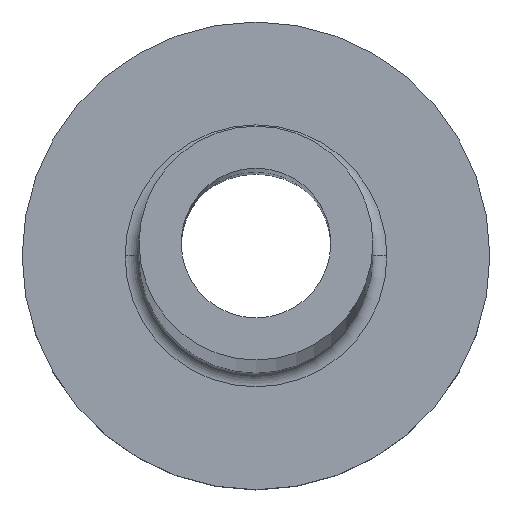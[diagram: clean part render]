
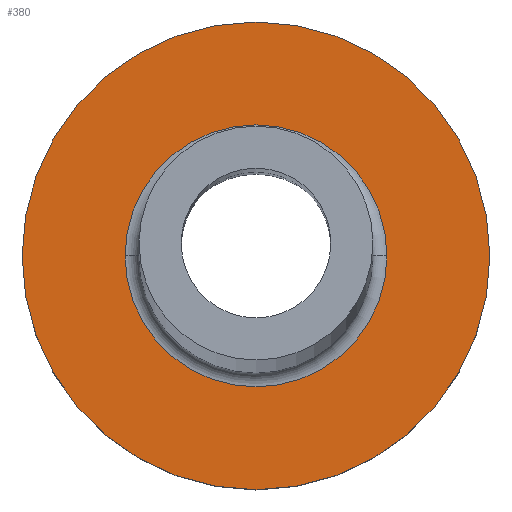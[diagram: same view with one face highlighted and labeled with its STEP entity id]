
A CAD part, top view. The second image highlights one B-rep face of the part: STEP entity #380.
In plain terms, the highlighted planar face has unit normal (0, 0, 1).
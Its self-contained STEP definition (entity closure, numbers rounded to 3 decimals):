
#7 = EDGE_CURVE ( 'NONE', #23, #261, #231, .T. ) ;
#10 = EDGE_CURVE ( 'NONE', #287, #280, #31, .T. ) ;
#12 = EDGE_LOOP ( 'NONE', ( #222, #163 ) ) ;
#14 = CARTESIAN_POINT ( 'NONE',  ( -2.8, 0., 3. ) ) ;
#18 = AXIS2_PLACEMENT_3D ( 'NONE', #200, #199, #349 ) ;
#23 = VERTEX_POINT ( 'NONE', #14 ) ;
#31 = CIRCLE ( 'NONE', #138, 5. ) ;
#43 = DIRECTION ( 'NONE',  ( 1., 0., 0. ) ) ;
#56 = ORIENTED_EDGE ( 'NONE', *, *, #453, .T. ) ;
#65 = DIRECTION ( 'NONE',  ( 1., 0., 0. ) ) ;
#111 = FACE_OUTER_BOUND ( 'NONE', #238, .T. ) ;
#118 = DIRECTION ( 'NONE',  ( 0., 0., -1. ) ) ;
#137 = CARTESIAN_POINT ( 'NONE',  ( -5., 0., 3. ) ) ;
#138 = AXIS2_PLACEMENT_3D ( 'NONE', #356, #175, #320 ) ;
#163 = ORIENTED_EDGE ( 'NONE', *, *, #7, .T. ) ;
#167 = DIRECTION ( 'NONE',  ( 1., 0., 0. ) ) ;
#175 = DIRECTION ( 'NONE',  ( 0., 0., 1. ) ) ;
#193 = CIRCLE ( 'NONE', #427, 2.8 ) ;
#199 = DIRECTION ( 'NONE',  ( 0., 0., 1. ) ) ;
#200 = CARTESIAN_POINT ( 'NONE',  ( 0., 0., 3. ) ) ;
#222 = ORIENTED_EDGE ( 'NONE', *, *, #379, .T. ) ;
#231 = CIRCLE ( 'NONE', #434, 2.8 ) ;
#233 = CARTESIAN_POINT ( 'NONE',  ( 0., 0., 3. ) ) ;
#234 = CARTESIAN_POINT ( 'NONE',  ( 0., 0., 3. ) ) ;
#237 = DIRECTION ( 'NONE',  ( 0., 0., 1. ) ) ;
#238 = EDGE_LOOP ( 'NONE', ( #56, #390 ) ) ;
#243 = CIRCLE ( 'NONE', #407, 5. ) ;
#261 = VERTEX_POINT ( 'NONE', #323 ) ;
#280 = VERTEX_POINT ( 'NONE', #137 ) ;
#287 = VERTEX_POINT ( 'NONE', #416 ) ;
#320 = DIRECTION ( 'NONE',  ( 1., 0., 0. ) ) ;
#323 = CARTESIAN_POINT ( 'NONE',  ( 2.8, 0., 3. ) ) ;
#349 = DIRECTION ( 'NONE',  ( 1., 0., 0. ) ) ;
#356 = CARTESIAN_POINT ( 'NONE',  ( 0., 0., 3. ) ) ;
#379 = EDGE_CURVE ( 'NONE', #261, #23, #193, .T. ) ;
#380 = ADVANCED_FACE ( 'NONE', ( #430, #111 ), #461, .T. ) ;
#382 = DIRECTION ( 'NONE',  ( 0., 0., -1. ) ) ;
#390 = ORIENTED_EDGE ( 'NONE', *, *, #10, .T. ) ;
#407 = AXIS2_PLACEMENT_3D ( 'NONE', #233, #237, #65 ) ;
#409 = CARTESIAN_POINT ( 'NONE',  ( 0., 0., 3. ) ) ;
#416 = CARTESIAN_POINT ( 'NONE',  ( 5., 0., 3. ) ) ;
#427 = AXIS2_PLACEMENT_3D ( 'NONE', #234, #382, #167 ) ;
#430 = FACE_BOUND ( 'NONE', #12, .T. ) ;
#434 = AXIS2_PLACEMENT_3D ( 'NONE', #409, #118, #43 ) ;
#453 = EDGE_CURVE ( 'NONE', #280, #287, #243, .T. ) ;
#461 = PLANE ( 'NONE',  #18 ) ;
